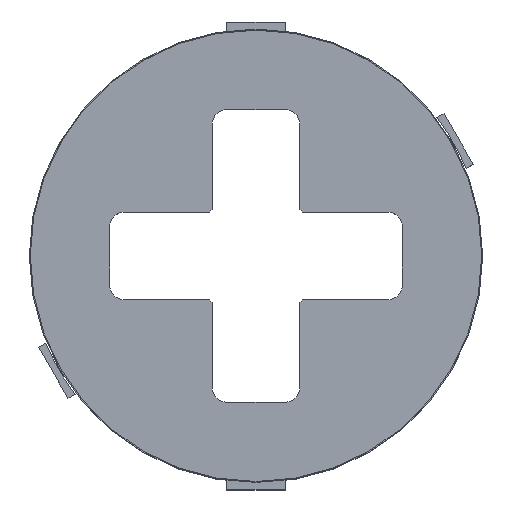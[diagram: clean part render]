
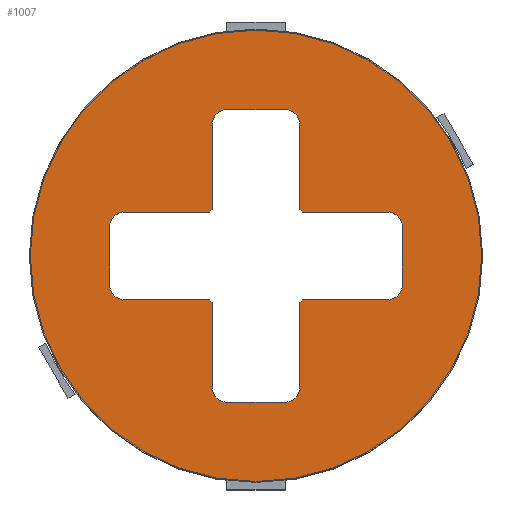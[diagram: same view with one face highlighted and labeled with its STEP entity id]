
A CAD part, top view. The second image highlights one B-rep face of the part: STEP entity #1007.
In plain terms, the highlighted planar face has unit normal (0, 0, 1).
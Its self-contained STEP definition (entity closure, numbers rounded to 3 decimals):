
#766=CARTESIAN_POINT('',(-30.875,0.,-81.));
#767=VERTEX_POINT('',#766);
#774=CARTESIAN_POINT('',(30.875,-0.,-81.));
#775=VERTEX_POINT('',#774);
#776=CARTESIAN_POINT('',(0.,0.,-81.));
#777=DIRECTION('',(0.,0.,1.));
#778=DIRECTION('',(1.,0.,-0.));
#779=AXIS2_PLACEMENT_3D('',#776,#777,#778);
#780=CIRCLE('',#779,30.875);
#781=EDGE_CURVE('',#775,#767,#780,.T.);
#783=CARTESIAN_POINT('',(0.,0.,-81.));
#784=DIRECTION('',(0.,0.,1.));
#785=DIRECTION('',(1.,0.,-0.));
#786=AXIS2_PLACEMENT_3D('',#783,#784,#785);
#787=CIRCLE('',#786,30.875);
#788=EDGE_CURVE('',#767,#775,#787,.T.);
#796=CARTESIAN_POINT('',(0.,0.,-81.));
#797=DIRECTION('',(0.,0.,1.));
#798=DIRECTION('',(1.,0.,0.));
#799=AXIS2_PLACEMENT_3D('',#796,#797,#798);
#800=PLANE('',#799);
#801=CARTESIAN_POINT('',(4.,-20.,-81.));
#802=VERTEX_POINT('',#801);
#803=CARTESIAN_POINT('',(6.,-18.,-81.));
#804=VERTEX_POINT('',#803);
#805=CARTESIAN_POINT('',(4.,-18.,-81.));
#806=DIRECTION('',(0.,0.,1.));
#807=DIRECTION('',(1.,0.,-0.));
#808=AXIS2_PLACEMENT_3D('',#805,#806,#807);
#809=CIRCLE('',#808,2.);
#810=EDGE_CURVE('',#802,#804,#809,.T.);
#811=ORIENTED_EDGE('',*,*,#810,.F.);
#812=CARTESIAN_POINT('',(-4.,-20.,-81.));
#813=VERTEX_POINT('',#812);
#814=CARTESIAN_POINT('',(-4.,-20.,-81.));
#815=DIRECTION('',(1.,0.,-0.));
#816=VECTOR('',#815,8.);
#817=LINE('',#814,#816);
#818=EDGE_CURVE('',#813,#802,#817,.T.);
#819=ORIENTED_EDGE('',*,*,#818,.F.);
#820=CARTESIAN_POINT('',(-6.,-18.,-81.));
#821=VERTEX_POINT('',#820);
#822=CARTESIAN_POINT('',(-4.,-18.,-81.));
#823=DIRECTION('',(0.,0.,1.));
#824=DIRECTION('',(1.,0.,-0.));
#825=AXIS2_PLACEMENT_3D('',#822,#823,#824);
#826=CIRCLE('',#825,2.);
#827=EDGE_CURVE('',#821,#813,#826,.T.);
#828=ORIENTED_EDGE('',*,*,#827,.F.);
#829=CARTESIAN_POINT('',(-6.,-6.343,-81.));
#830=VERTEX_POINT('',#829);
#831=CARTESIAN_POINT('',(-6.,-18.,-81.));
#832=DIRECTION('',(0.,1.,0.));
#833=VECTOR('',#832,11.657);
#834=LINE('',#831,#833);
#835=EDGE_CURVE('',#821,#830,#834,.T.);
#836=ORIENTED_EDGE('',*,*,#835,.T.);
#837=CARTESIAN_POINT('',(-6.343,-6.,-81.));
#838=VERTEX_POINT('',#837);
#839=CARTESIAN_POINT('',(-6.,-6.343,-81.));
#840=DIRECTION('',(-0.707,0.707,0.));
#841=VECTOR('',#840,0.485);
#842=LINE('',#839,#841);
#843=EDGE_CURVE('',#830,#838,#842,.T.);
#844=ORIENTED_EDGE('',*,*,#843,.T.);
#845=CARTESIAN_POINT('',(-18.,-6.,-81.));
#846=VERTEX_POINT('',#845);
#847=CARTESIAN_POINT('',(-18.,-6.,-81.));
#848=DIRECTION('',(1.,-0.,0.));
#849=VECTOR('',#848,11.657);
#850=LINE('',#847,#849);
#851=EDGE_CURVE('',#846,#838,#850,.T.);
#852=ORIENTED_EDGE('',*,*,#851,.F.);
#853=CARTESIAN_POINT('',(-20.,-4.,-81.));
#854=VERTEX_POINT('',#853);
#855=CARTESIAN_POINT('',(-18.,-4.,-81.));
#856=DIRECTION('',(0.,0.,1.));
#857=DIRECTION('',(1.,0.,-0.));
#858=AXIS2_PLACEMENT_3D('',#855,#856,#857);
#859=CIRCLE('',#858,2.);
#860=EDGE_CURVE('',#854,#846,#859,.T.);
#861=ORIENTED_EDGE('',*,*,#860,.F.);
#862=CARTESIAN_POINT('',(-20.,4.,-81.));
#863=VERTEX_POINT('',#862);
#864=CARTESIAN_POINT('',(-20.,4.,-81.));
#865=DIRECTION('',(0.,-1.,0.));
#866=VECTOR('',#865,8.);
#867=LINE('',#864,#866);
#868=EDGE_CURVE('',#863,#854,#867,.T.);
#869=ORIENTED_EDGE('',*,*,#868,.F.);
#870=CARTESIAN_POINT('',(-18.,6.,-81.));
#871=VERTEX_POINT('',#870);
#872=CARTESIAN_POINT('',(-18.,4.,-81.));
#873=DIRECTION('',(0.,0.,1.));
#874=DIRECTION('',(1.,0.,-0.));
#875=AXIS2_PLACEMENT_3D('',#872,#873,#874);
#876=CIRCLE('',#875,2.);
#877=EDGE_CURVE('',#871,#863,#876,.T.);
#878=ORIENTED_EDGE('',*,*,#877,.F.);
#879=CARTESIAN_POINT('',(-6.343,6.,-81.));
#880=VERTEX_POINT('',#879);
#881=CARTESIAN_POINT('',(-18.,6.,-81.));
#882=DIRECTION('',(1.,-0.,0.));
#883=VECTOR('',#882,11.657);
#884=LINE('',#881,#883);
#885=EDGE_CURVE('',#871,#880,#884,.T.);
#886=ORIENTED_EDGE('',*,*,#885,.T.);
#887=CARTESIAN_POINT('',(-6.,6.343,-81.));
#888=VERTEX_POINT('',#887);
#889=CARTESIAN_POINT('',(-6.343,6.,-81.));
#890=DIRECTION('',(0.707,0.707,0.));
#891=VECTOR('',#890,0.485);
#892=LINE('',#889,#891);
#893=EDGE_CURVE('',#880,#888,#892,.T.);
#894=ORIENTED_EDGE('',*,*,#893,.T.);
#895=CARTESIAN_POINT('',(-6.,18.,-81.));
#896=VERTEX_POINT('',#895);
#897=CARTESIAN_POINT('',(-6.,18.,-81.));
#898=DIRECTION('',(-0.,-1.,0.));
#899=VECTOR('',#898,11.657);
#900=LINE('',#897,#899);
#901=EDGE_CURVE('',#896,#888,#900,.T.);
#902=ORIENTED_EDGE('',*,*,#901,.F.);
#903=CARTESIAN_POINT('',(-4.,20.,-81.));
#904=VERTEX_POINT('',#903);
#905=CARTESIAN_POINT('',(-4.,18.,-81.));
#906=DIRECTION('',(0.,0.,1.));
#907=DIRECTION('',(1.,0.,-0.));
#908=AXIS2_PLACEMENT_3D('',#905,#906,#907);
#909=CIRCLE('',#908,2.);
#910=EDGE_CURVE('',#904,#896,#909,.T.);
#911=ORIENTED_EDGE('',*,*,#910,.F.);
#912=CARTESIAN_POINT('',(4.,20.,-81.));
#913=VERTEX_POINT('',#912);
#914=CARTESIAN_POINT('',(4.,20.,-81.));
#915=DIRECTION('',(-1.,0.,0.));
#916=VECTOR('',#915,8.);
#917=LINE('',#914,#916);
#918=EDGE_CURVE('',#913,#904,#917,.T.);
#919=ORIENTED_EDGE('',*,*,#918,.F.);
#920=CARTESIAN_POINT('',(6.,18.,-81.));
#921=VERTEX_POINT('',#920);
#922=CARTESIAN_POINT('',(4.,18.,-81.));
#923=DIRECTION('',(0.,0.,1.));
#924=DIRECTION('',(1.,0.,-0.));
#925=AXIS2_PLACEMENT_3D('',#922,#923,#924);
#926=CIRCLE('',#925,2.);
#927=EDGE_CURVE('',#921,#913,#926,.T.);
#928=ORIENTED_EDGE('',*,*,#927,.F.);
#929=CARTESIAN_POINT('',(6.,6.343,-81.));
#930=VERTEX_POINT('',#929);
#931=CARTESIAN_POINT('',(6.,18.,-81.));
#932=DIRECTION('',(-0.,-1.,0.));
#933=VECTOR('',#932,11.657);
#934=LINE('',#931,#933);
#935=EDGE_CURVE('',#921,#930,#934,.T.);
#936=ORIENTED_EDGE('',*,*,#935,.T.);
#937=CARTESIAN_POINT('',(6.343,6.,-81.));
#938=VERTEX_POINT('',#937);
#939=CARTESIAN_POINT('',(6.,6.343,-81.));
#940=DIRECTION('',(0.707,-0.707,0.));
#941=VECTOR('',#940,0.485);
#942=LINE('',#939,#941);
#943=EDGE_CURVE('',#930,#938,#942,.T.);
#944=ORIENTED_EDGE('',*,*,#943,.T.);
#945=CARTESIAN_POINT('',(18.,6.,-81.));
#946=VERTEX_POINT('',#945);
#947=CARTESIAN_POINT('',(18.,6.,-81.));
#948=DIRECTION('',(-1.,0.,0.));
#949=VECTOR('',#948,11.657);
#950=LINE('',#947,#949);
#951=EDGE_CURVE('',#946,#938,#950,.T.);
#952=ORIENTED_EDGE('',*,*,#951,.F.);
#953=CARTESIAN_POINT('',(20.,4.,-81.));
#954=VERTEX_POINT('',#953);
#955=CARTESIAN_POINT('',(18.,4.,-81.));
#956=DIRECTION('',(0.,0.,1.));
#957=DIRECTION('',(1.,0.,-0.));
#958=AXIS2_PLACEMENT_3D('',#955,#956,#957);
#959=CIRCLE('',#958,2.);
#960=EDGE_CURVE('',#954,#946,#959,.T.);
#961=ORIENTED_EDGE('',*,*,#960,.F.);
#962=CARTESIAN_POINT('',(20.,-4.,-81.));
#963=VERTEX_POINT('',#962);
#964=CARTESIAN_POINT('',(20.,-4.,-81.));
#965=DIRECTION('',(0.,1.,0.));
#966=VECTOR('',#965,8.);
#967=LINE('',#964,#966);
#968=EDGE_CURVE('',#963,#954,#967,.T.);
#969=ORIENTED_EDGE('',*,*,#968,.F.);
#970=CARTESIAN_POINT('',(18.,-6.,-81.));
#971=VERTEX_POINT('',#970);
#972=CARTESIAN_POINT('',(18.,-4.,-81.));
#973=DIRECTION('',(0.,0.,1.));
#974=DIRECTION('',(1.,0.,-0.));
#975=AXIS2_PLACEMENT_3D('',#972,#973,#974);
#976=CIRCLE('',#975,2.);
#977=EDGE_CURVE('',#971,#963,#976,.T.);
#978=ORIENTED_EDGE('',*,*,#977,.F.);
#979=CARTESIAN_POINT('',(6.343,-6.,-81.));
#980=VERTEX_POINT('',#979);
#981=CARTESIAN_POINT('',(18.,-6.,-81.));
#982=DIRECTION('',(-1.,0.,0.));
#983=VECTOR('',#982,11.657);
#984=LINE('',#981,#983);
#985=EDGE_CURVE('',#971,#980,#984,.T.);
#986=ORIENTED_EDGE('',*,*,#985,.T.);
#987=CARTESIAN_POINT('',(6.,-6.343,-81.));
#988=VERTEX_POINT('',#987);
#989=CARTESIAN_POINT('',(6.343,-6.,-81.));
#990=DIRECTION('',(-0.707,-0.707,0.));
#991=VECTOR('',#990,0.485);
#992=LINE('',#989,#991);
#993=EDGE_CURVE('',#980,#988,#992,.T.);
#994=ORIENTED_EDGE('',*,*,#993,.T.);
#995=CARTESIAN_POINT('',(6.,-18.,-81.));
#996=DIRECTION('',(0.,1.,0.));
#997=VECTOR('',#996,11.657);
#998=LINE('',#995,#997);
#999=EDGE_CURVE('',#804,#988,#998,.T.);
#1000=ORIENTED_EDGE('',*,*,#999,.F.);
#1001=EDGE_LOOP('',(#811,#819,#828,#836,#844,#852,#861,#869,#878,#886,#894,#902,#911,#919,#928,#936,#944,#952,#961,#969,#978,#986,#994,#1000));
#1002=FACE_BOUND('',#1001,.T.);
#1003=ORIENTED_EDGE('',*,*,#781,.T.);
#1004=ORIENTED_EDGE('',*,*,#788,.T.);
#1005=EDGE_LOOP('',(#1003,#1004));
#1006=FACE_BOUND('',#1005,.T.);
#1007=ADVANCED_FACE('',(#1002,#1006),#800,.T.);
